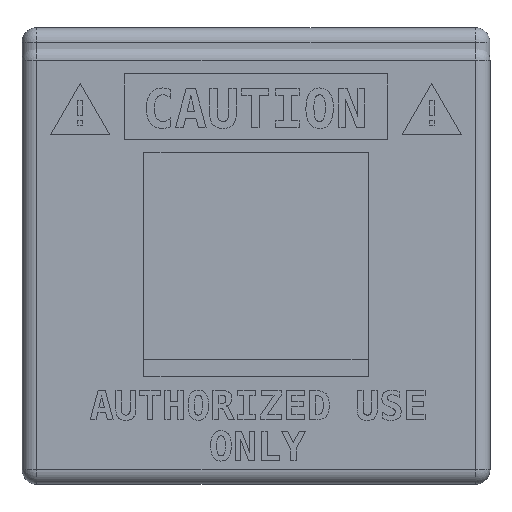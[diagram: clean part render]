
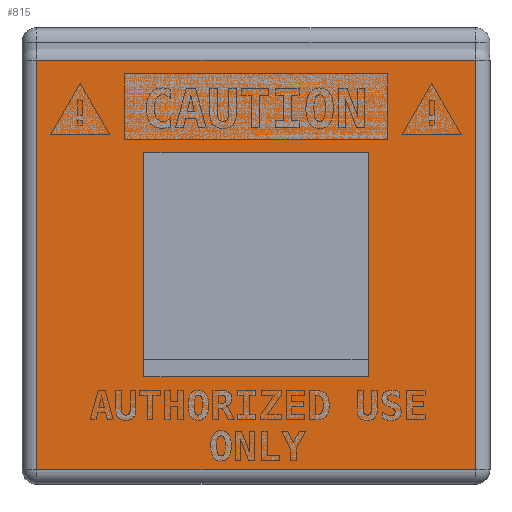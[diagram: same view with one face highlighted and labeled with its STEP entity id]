
A CAD part, top view. The second image highlights one B-rep face of the part: STEP entity #815.
In plain terms, the highlighted planar face has unit normal (0, 0, 1).
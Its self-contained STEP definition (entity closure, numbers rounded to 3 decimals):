
#555 = EDGE_CURVE('',#556,#558,#560,.T.);
#556 = VERTEX_POINT('',#557);
#557 = CARTESIAN_POINT('',(-23.,23.,10.));
#558 = VERTEX_POINT('',#559);
#559 = CARTESIAN_POINT('',(-23.,-23.,10.));
#560 = LINE('',#561,#562);
#561 = CARTESIAN_POINT('',(-23.,23.,10.));
#562 = VECTOR('',#563,1.);
#563 = DIRECTION('',(0.,-1.,0.));
#586 = EDGE_CURVE('',#558,#587,#589,.T.);
#587 = VERTEX_POINT('',#588);
#588 = CARTESIAN_POINT('',(23.,-23.,10.));
#589 = LINE('',#590,#591);
#590 = CARTESIAN_POINT('',(-23.,-23.,10.));
#591 = VECTOR('',#592,1.);
#592 = DIRECTION('',(1.,0.,0.));
#610 = EDGE_CURVE('',#587,#611,#613,.T.);
#611 = VERTEX_POINT('',#612);
#612 = CARTESIAN_POINT('',(23.,23.,10.));
#613 = LINE('',#614,#615);
#614 = CARTESIAN_POINT('',(23.,-23.,10.));
#615 = VECTOR('',#616,1.);
#616 = DIRECTION('',(0.,1.,0.));
#634 = EDGE_CURVE('',#611,#556,#635,.T.);
#635 = LINE('',#636,#637);
#636 = CARTESIAN_POINT('',(23.,23.,10.));
#637 = VECTOR('',#638,1.);
#638 = DIRECTION('',(-1.,0.,0.));
#653 = VERTEX_POINT('',#654);
#654 = CARTESIAN_POINT('',(45.,42.,10.));
#678 = EDGE_CURVE('',#653,#679,#681,.T.);
#679 = VERTEX_POINT('',#680);
#680 = CARTESIAN_POINT('',(-45.,42.,10.));
#681 = LINE('',#682,#683);
#682 = CARTESIAN_POINT('',(45.,42.,10.));
#683 = VECTOR('',#684,1.);
#684 = DIRECTION('',(-1.,0.,0.));
#720 = EDGE_CURVE('',#679,#721,#723,.T.);
#721 = VERTEX_POINT('',#722);
#722 = CARTESIAN_POINT('',(-45.,-42.,10.));
#723 = LINE('',#724,#725);
#724 = CARTESIAN_POINT('',(-45.,42.,10.));
#725 = VECTOR('',#726,1.);
#726 = DIRECTION('',(0.,-1.,0.));
#762 = EDGE_CURVE('',#721,#763,#765,.T.);
#763 = VERTEX_POINT('',#764);
#764 = CARTESIAN_POINT('',(45.,-42.,10.));
#765 = LINE('',#766,#767);
#766 = CARTESIAN_POINT('',(-45.,-42.,10.));
#767 = VECTOR('',#768,1.);
#768 = DIRECTION('',(1.,0.,0.));
#804 = EDGE_CURVE('',#763,#653,#805,.T.);
#805 = LINE('',#806,#807);
#806 = CARTESIAN_POINT('',(45.,-42.,10.));
#807 = VECTOR('',#808,1.);
#808 = DIRECTION('',(0.,1.,0.));
#815 = ADVANCED_FACE('',(#816,#822),#828,.T.);
#816 = FACE_BOUND('',#817,.T.);
#817 = EDGE_LOOP('',(#818,#819,#820,#821));
#818 = ORIENTED_EDGE('',*,*,#720,.T.);
#819 = ORIENTED_EDGE('',*,*,#762,.T.);
#820 = ORIENTED_EDGE('',*,*,#804,.T.);
#821 = ORIENTED_EDGE('',*,*,#678,.T.);
#822 = FACE_BOUND('',#823,.T.);
#823 = EDGE_LOOP('',(#824,#825,#826,#827));
#824 = ORIENTED_EDGE('',*,*,#555,.F.);
#825 = ORIENTED_EDGE('',*,*,#634,.F.);
#826 = ORIENTED_EDGE('',*,*,#610,.F.);
#827 = ORIENTED_EDGE('',*,*,#586,.F.);
#828 = PLANE('',#829);
#829 = AXIS2_PLACEMENT_3D('',#830,#831,#832);
#830 = CARTESIAN_POINT('',(0.,0.,10.));
#831 = DIRECTION('',(0.,0.,1.));
#832 = DIRECTION('',(1.,0.,0.));
